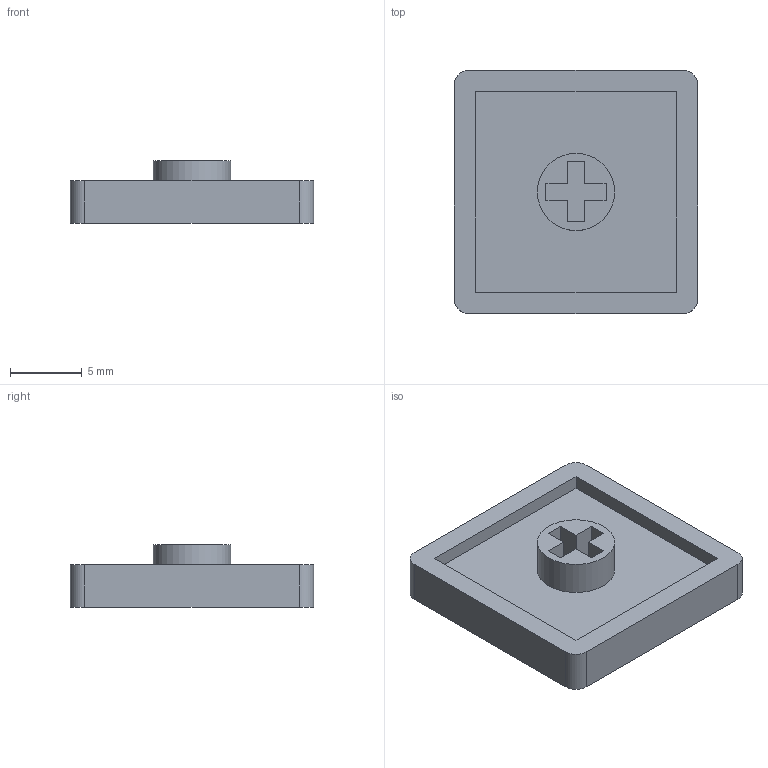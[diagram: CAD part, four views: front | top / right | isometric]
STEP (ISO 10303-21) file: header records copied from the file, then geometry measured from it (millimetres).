
FILE_DESCRIPTION(/* description */ (''),/* implementation_level */ '2;1');
FILE_NAME(/* name */ 'backKeyCap v1.step',/* time_stamp */ '2024-07-29T11:11:16-04:00',/* author */ (''),/* organization */ (''),/* preprocessor_version */ 'ST-DEVELOPER v20',/* originating_system */ 'Autodesk Translation Framework v13.14.0.145',/* authorisation */ '');
FILE_SCHEMA (('AUTOMOTIVE_DESIGN { 1 0 10303 214 3 1 1 }'));
Length unit declared in the file: millimetre
Products named in the file (1): backKeyCap
Bounding box: 17 x 17 x 4.4 mm (x, y, z)
Volume: 702.7 mm3; surface area: 912.2 mm2
Topology: 1 solids, 1 shells, 30 faces, 75 edges, 50 vertices
Faces by surface type: plane 25, cylinder 5
Full cylindrical faces by diameter (mm): 5.4 x1
Entity records: 922 total; most frequent: CARTESIAN_POINT 156, ORIENTED_EDGE 150, DIRECTION 147, EDGE_CURVE 75, LINE 65, VECTOR 65, VERTEX_POINT 50, AXIS2_PLACEMENT_3D 41
